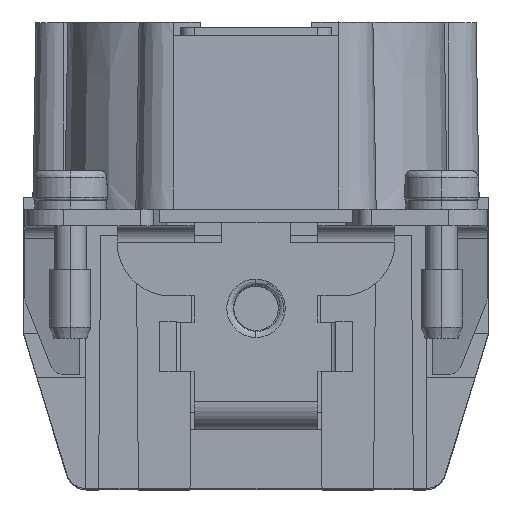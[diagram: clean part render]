
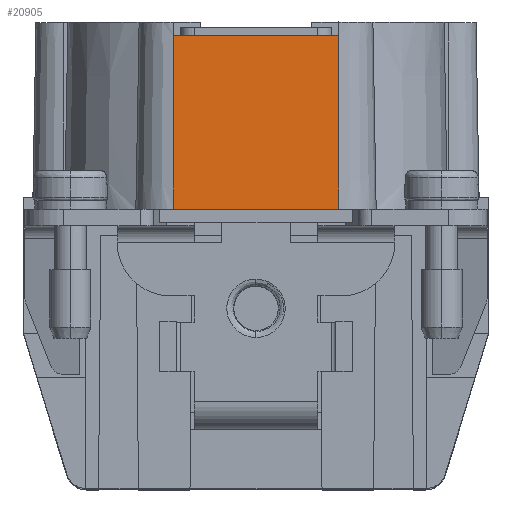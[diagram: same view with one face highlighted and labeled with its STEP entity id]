
A CAD part, top view. The second image highlights one B-rep face of the part: STEP entity #20905.
In plain terms, the highlighted planar face has unit normal (0, 0.018, 1).
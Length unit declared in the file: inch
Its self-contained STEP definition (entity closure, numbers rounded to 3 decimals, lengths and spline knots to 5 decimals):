
#2038 = DIRECTION ( 'NONE',  ( 0., 1., -0.017 ) ) ;
#2792 = LINE ( 'NONE', #45437, #23592 ) ;
#2937 = CARTESIAN_POINT ( 'NONE',  ( 0.23622, -0.53543, 1.67076 ) ) ;
#4084 = VERTEX_POINT ( 'NONE', #29197 ) ;
#7724 = EDGE_LOOP ( 'NONE', ( #42472, #30695, #15047, #31897 ) ) ;
#10677 = CARTESIAN_POINT ( 'NONE',  ( -0.23622, -0.53543, 1.67076 ) ) ;
#13416 = LINE ( 'NONE', #16990, #34130 ) ;
#14684 = EDGE_CURVE ( 'NONE', #15705, #22728, #46323, .T. ) ;
#15047 = ORIENTED_EDGE ( 'NONE', *, *, #18285, .T. ) ;
#15705 = VERTEX_POINT ( 'NONE', #39037 ) ;
#16990 = CARTESIAN_POINT ( 'NONE',  ( -0.39469, -0.03937, 1.6621 ) ) ;
#18285 = EDGE_CURVE ( 'NONE', #15705, #4084, #13416, .T. ) ;
#19237 = EDGE_CURVE ( 'NONE', #30489, #4084, #2792, .T. ) ;
#19668 = PLANE ( 'NONE',  #32519 ) ;
#20905 = ADVANCED_FACE ( 'NONE', ( #32144 ), #19668, .T. ) ;
#22728 = VERTEX_POINT ( 'NONE', #2937 ) ;
#23592 = VECTOR ( 'NONE', #2038, 39.37008 ) ;
#25282 = DIRECTION ( 'NONE',  ( 1., 0., 0. ) ) ;
#26045 = EDGE_CURVE ( 'NONE', #30489, #22728, #44943, .T. ) ;
#26156 = CARTESIAN_POINT ( 'NONE',  ( 0.23622, -19645.66929, 344.5788 ) ) ;
#27308 = DIRECTION ( 'NONE',  ( 0., 0.017, 1. ) ) ;
#27441 = VECTOR ( 'NONE', #25282, 39.37008 ) ;
#28952 = DIRECTION ( 'NONE',  ( -1., 0., 0. ) ) ;
#29197 = CARTESIAN_POINT ( 'NONE',  ( -0.23622, -0.03937, 1.6621 ) ) ;
#30489 = VERTEX_POINT ( 'NONE', #10677 ) ;
#30695 = ORIENTED_EDGE ( 'NONE', *, *, #14684, .F. ) ;
#31897 = ORIENTED_EDGE ( 'NONE', *, *, #19237, .F. ) ;
#32144 = FACE_OUTER_BOUND ( 'NONE', #7724, .T. ) ;
#32519 = AXIS2_PLACEMENT_3D ( 'NONE', #35984, #27308, #46974 ) ;
#33541 = VECTOR ( 'NONE', #34062, 39.37008 ) ;
#34062 = DIRECTION ( 'NONE',  ( 0., -1., 0.017 ) ) ;
#34130 = VECTOR ( 'NONE', #28952, 39.37008 ) ;
#35984 = CARTESIAN_POINT ( 'NONE',  ( -0.39469, 0., 1.66142 ) ) ;
#37272 = CARTESIAN_POINT ( 'NONE',  ( -0.39469, -0.53543, 1.67076 ) ) ;
#39037 = CARTESIAN_POINT ( 'NONE',  ( 0.23622, -0.03937, 1.6621 ) ) ;
#42472 = ORIENTED_EDGE ( 'NONE', *, *, #26045, .T. ) ;
#44943 = LINE ( 'NONE', #37272, #27441 ) ;
#45437 = CARTESIAN_POINT ( 'NONE',  ( -0.23622, -19645.66929, 344.5788 ) ) ;
#46323 = LINE ( 'NONE', #26156, #33541 ) ;
#46974 = DIRECTION ( 'NONE',  ( 0., -1., 0.017 ) ) ;
